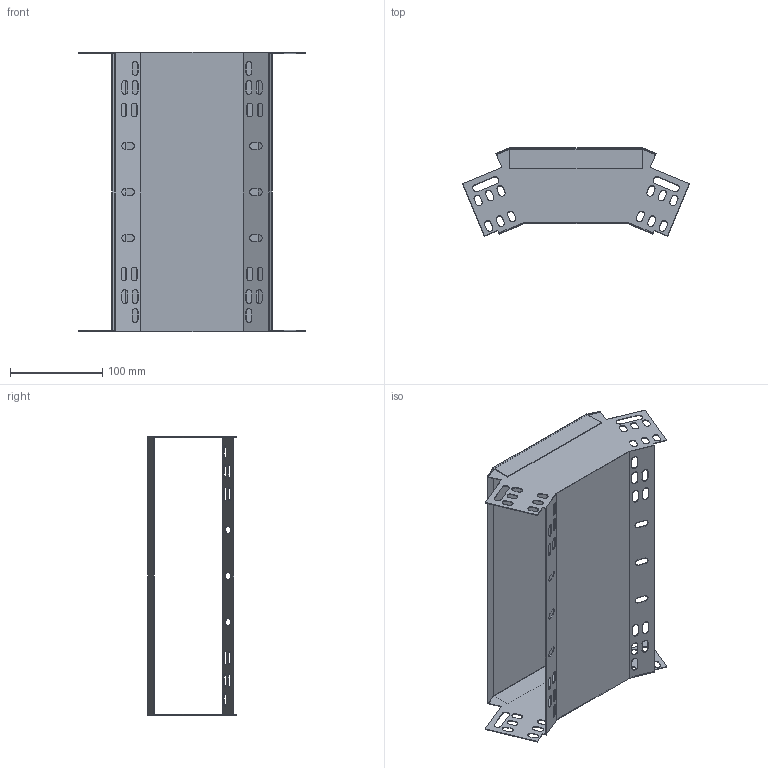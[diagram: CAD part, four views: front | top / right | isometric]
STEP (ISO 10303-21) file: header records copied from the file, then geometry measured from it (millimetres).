
FILE_DESCRIPTION (( 'STEP AP203' ), '1' );
FILE_NAME ('CLP3N-080-300-M-HDZ Ïîâîðîò íà 45 ãð. âåðòèêàëüíûé âíåøíèé 80õ300 IEK HDZ.STEP', '2016-03-02T10:48:11', ( '' ), ( '' ), 'SwSTEP 2.0', 'SolidWorks 2014', '' );
FILE_SCHEMA (( 'CONFIG_CONTROL_DESIGN' ));
Length unit declared in the file: millimetre
Products named in the file (1): CLP3N-080-300-M-HDZ Ïîâîðîò íà 45 ãð. âåðòèêàëüíûé âíåøíèé 80õ300 IEK HDZ
Bounding box: 245.68 x 95.78 x 303.2 mm (x, y, z)
Volume: 112455.1 mm3; surface area: 284812.9 mm2
Topology: 2 solids, 2 shells, 272 faces, 796 edges, 528 vertices
Faces by surface type: plane 164, cylinder 108
Entity records: 9323 total; most frequent: CARTESIAN_POINT 1597, ORIENTED_EDGE 1592, DIRECTION 1558, EDGE_CURVE 796, VECTOR 580, LINE 580, VERTEX_POINT 528, AXIS2_PLACEMENT_3D 489
